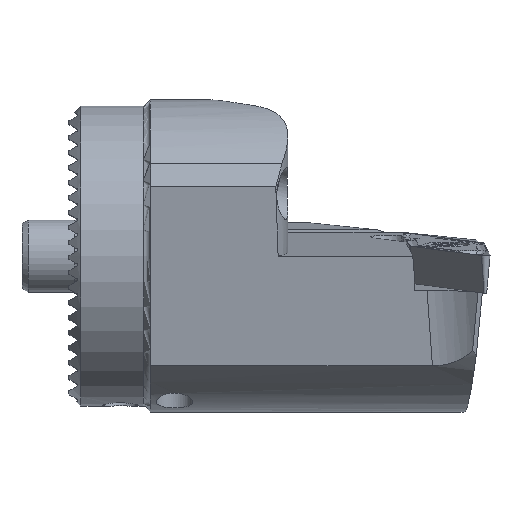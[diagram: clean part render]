
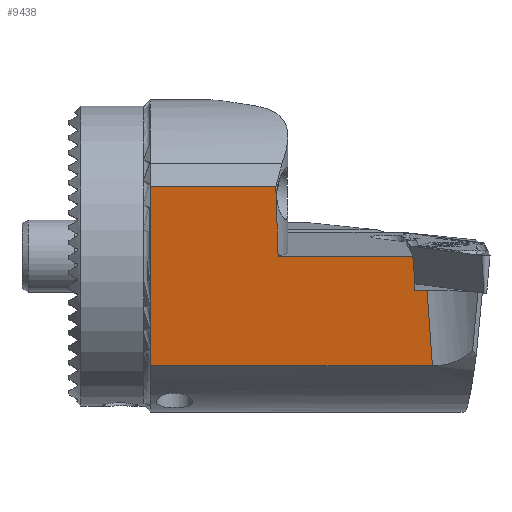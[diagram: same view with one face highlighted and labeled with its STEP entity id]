
A CAD part, top view. The second image highlights one B-rep face of the part: STEP entity #9438.
In plain terms, the highlighted planar face has unit normal (0, -0.158, 0.988).
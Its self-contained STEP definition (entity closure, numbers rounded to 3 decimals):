
#13 = ORIENTED_EDGE ( 'NONE', *, *, #11298, .F. ) ;
#82 = CARTESIAN_POINT ( 'NONE',  ( -0.6, -9.172, 12.712 ) ) ;
#216 = VERTEX_POINT ( 'NONE', #7960 ) ;
#306 = DIRECTION ( 'NONE',  ( -1., 0., 0. ) ) ;
#421 = CARTESIAN_POINT ( 'NONE',  ( 28.358, 0., 14.177 ) ) ;
#481 = VERTEX_POINT ( 'NONE', #5510 ) ;
#506 = VECTOR ( 'NONE', #9936, 1000. ) ;
#521 = CARTESIAN_POINT ( 'NONE',  ( 29.996, -9.172, 12.712 ) ) ;
#574 = VECTOR ( 'NONE', #7584, 1000. ) ;
#583 = ORIENTED_EDGE ( 'NONE', *, *, #8735, .T. ) ;
#1315 = VERTEX_POINT ( 'NONE', #521 ) ;
#1465 = LINE ( 'NONE', #2879, #574 ) ;
#2151 = EDGE_CURVE ( 'NONE', #481, #216, #9014, .T. ) ;
#2541 = B_SPLINE_CURVE_WITH_KNOTS ( 'NONE', 3,
 ( #9427, #2829, #5687, #10503 ),
 .UNSPECIFIED., .F., .F.,
 ( 4, 4 ),
 ( 0.003, 0.003 ),
 .UNSPECIFIED. ) ;
#2617 = ORIENTED_EDGE ( 'NONE', *, *, #2151, .F. ) ;
#2776 = CARTESIAN_POINT ( 'NONE',  ( 6.5, 5.44, 15.047 ) ) ;
#2829 = CARTESIAN_POINT ( 'NONE',  ( 6.5, 5.545, 15.063 ) ) ;
#2879 = CARTESIAN_POINT ( 'NONE',  ( 6.644, 5.752, 15.097 ) ) ;
#3331 = LINE ( 'NONE', #6208, #506 ) ;
#3360 = VECTOR ( 'NONE', #10691, 1000. ) ;
#3404 = DIRECTION ( 'NONE',  ( 0.084, -0.984, -0.157 ) ) ;
#3834 = ORIENTED_EDGE ( 'NONE', *, *, #6398, .F. ) ;
#3896 = CARTESIAN_POINT ( 'NONE',  ( 6.5, -9.172, 12.712 ) ) ;
#3961 = CARTESIAN_POINT ( 'NONE',  ( 6.5, 13.393, 16.317 ) ) ;
#4226 = DIRECTION ( 'NONE',  ( 0., 0.158, -0.987 ) ) ;
#4375 = EDGE_CURVE ( 'NONE', #11749, #1315, #5158, .T. ) ;
#4493 = CARTESIAN_POINT ( 'NONE',  ( 17.081, 1.93, 14.486 ) ) ;
#4600 = LINE ( 'NONE', #10442, #5207 ) ;
#4616 = AXIS2_PLACEMENT_3D ( 'NONE', #5280, #4226, #6290 ) ;
#4717 = FACE_OUTER_BOUND ( 'NONE', #7665, .T. ) ;
#4787 = VERTEX_POINT ( 'NONE', #7540 ) ;
#4875 = DIRECTION ( 'NONE',  ( 1., 0., 0. ) ) ;
#5060 = EDGE_CURVE ( 'NONE', #12178, #4787, #6145, .T. ) ;
#5158 = LINE ( 'NONE', #82, #9201 ) ;
#5207 = VECTOR ( 'NONE', #7461, 1000. ) ;
#5280 = CARTESIAN_POINT ( 'NONE',  ( 30.87, -21.701, 10.71 ) ) ;
#5286 = VERTEX_POINT ( 'NONE', #9530 ) ;
#5373 = CARTESIAN_POINT ( 'NONE',  ( 17.143, -0.036, 14.172 ) ) ;
#5510 = CARTESIAN_POINT ( 'NONE',  ( 28.361, -0.036, 14.172 ) ) ;
#5687 = CARTESIAN_POINT ( 'NONE',  ( 6.504, 5.649, 15.08 ) ) ;
#5901 = VERTEX_POINT ( 'NONE', #8024 ) ;
#5925 = LINE ( 'NONE', #6849, #3360 ) ;
#6145 =( BOUNDED_CURVE ( )  B_SPLINE_CURVE ( 3, ( #5373, #4493, #8190, #12074 ),
 .UNSPECIFIED., .F., .F. ) 
 B_SPLINE_CURVE_WITH_KNOTS ( ( 4, 4 ),
 ( 5.24, 5.302 ),
 .UNSPECIFIED. ) 
 CURVE ( )  GEOMETRIC_REPRESENTATION_ITEM ( )  RATIONAL_B_SPLINE_CURVE ( ( 1., 1., 1., 1. ) ) 
 REPRESENTATION_ITEM ( '' )  );
#6208 = CARTESIAN_POINT ( 'NONE',  ( -0.624, -0.036, 14.172 ) ) ;
#6290 = DIRECTION ( 'NONE',  ( 0., 0.987, 0.158 ) ) ;
#6398 = EDGE_CURVE ( 'NONE', #11749, #7764, #10695, .T. ) ;
#6442 = CARTESIAN_POINT ( 'NONE',  ( 17.143, -0.036, 14.172 ) ) ;
#6738 = ORIENTED_EDGE ( 'NONE', *, *, #5060, .T. ) ;
#6849 = CARTESIAN_POINT ( 'NONE',  ( 28.466, -3.151, 13.674 ) ) ;
#7139 = VECTOR ( 'NONE', #306, 1000. ) ;
#7208 = VERTEX_POINT ( 'NONE', #12004 ) ;
#7348 = ORIENTED_EDGE ( 'NONE', *, *, #8114, .T. ) ;
#7461 = DIRECTION ( 'NONE',  ( -0.069, 0.985, 0.157 ) ) ;
#7540 = CARTESIAN_POINT ( 'NONE',  ( 16.947, 5.752, 15.097 ) ) ;
#7584 = DIRECTION ( 'NONE',  ( -1., 0., 0. ) ) ;
#7665 = EDGE_LOOP ( 'NONE', ( #6738, #9937, #8176, #3834, #7994, #7348, #583, #13, #2617, #9322 ) ) ;
#7764 = VERTEX_POINT ( 'NONE', #2776 ) ;
#7960 = CARTESIAN_POINT ( 'NONE',  ( 28.471, -1.312, 13.968 ) ) ;
#7994 = ORIENTED_EDGE ( 'NONE', *, *, #4375, .T. ) ;
#8024 = CARTESIAN_POINT ( 'NONE',  ( 6.512, 5.752, 15.097 ) ) ;
#8114 = EDGE_CURVE ( 'NONE', #1315, #5286, #4600, .T. ) ;
#8176 = ORIENTED_EDGE ( 'NONE', *, *, #9686, .F. ) ;
#8190 = CARTESIAN_POINT ( 'NONE',  ( 17.015, 3.86, 14.794 ) ) ;
#8735 = EDGE_CURVE ( 'NONE', #5286, #7208, #9231, .T. ) ;
#9014 = LINE ( 'NONE', #421, #9301 ) ;
#9201 = VECTOR ( 'NONE', #4875, 1000. ) ;
#9231 = LINE ( 'NONE', #11891, #7139 ) ;
#9301 = VECTOR ( 'NONE', #3404, 1000. ) ;
#9322 = ORIENTED_EDGE ( 'NONE', *, *, #10477, .T. ) ;
#9427 = CARTESIAN_POINT ( 'NONE',  ( 6.5, 5.44, 15.047 ) ) ;
#9438 = ADVANCED_FACE ( 'NONE', ( #4717 ), #12017, .F. ) ;
#9530 = CARTESIAN_POINT ( 'NONE',  ( 29.557, -2.884, 13.717 ) ) ;
#9672 = DIRECTION ( 'NONE',  ( 0., 0.987, 0.158 ) ) ;
#9686 = EDGE_CURVE ( 'NONE', #7764, #5901, #2541, .T. ) ;
#9936 = DIRECTION ( 'NONE',  ( -1., 0., 0. ) ) ;
#9937 = ORIENTED_EDGE ( 'NONE', *, *, #11812, .T. ) ;
#9985 = VECTOR ( 'NONE', #9672, 1000. ) ;
#10442 = CARTESIAN_POINT ( 'NONE',  ( 30.87, -21.701, 10.71 ) ) ;
#10477 = EDGE_CURVE ( 'NONE', #481, #12178, #3331, .T. ) ;
#10503 = CARTESIAN_POINT ( 'NONE',  ( 6.512, 5.752, 15.097 ) ) ;
#10691 = DIRECTION ( 'NONE',  ( -0.003, -0.987, -0.158 ) ) ;
#10695 = LINE ( 'NONE', #3961, #9985 ) ;
#11298 = EDGE_CURVE ( 'NONE', #216, #7208, #5925, .T. ) ;
#11749 = VERTEX_POINT ( 'NONE', #3896 ) ;
#11812 = EDGE_CURVE ( 'NONE', #4787, #5901, #1465, .T. ) ;
#11891 = CARTESIAN_POINT ( 'NONE',  ( 28.661, -2.884, 13.717 ) ) ;
#12004 = CARTESIAN_POINT ( 'NONE',  ( 28.466, -2.884, 13.717 ) ) ;
#12017 = PLANE ( 'NONE',  #4616 ) ;
#12074 = CARTESIAN_POINT ( 'NONE',  ( 16.947, 5.752, 15.097 ) ) ;
#12178 = VERTEX_POINT ( 'NONE', #6442 ) ;
